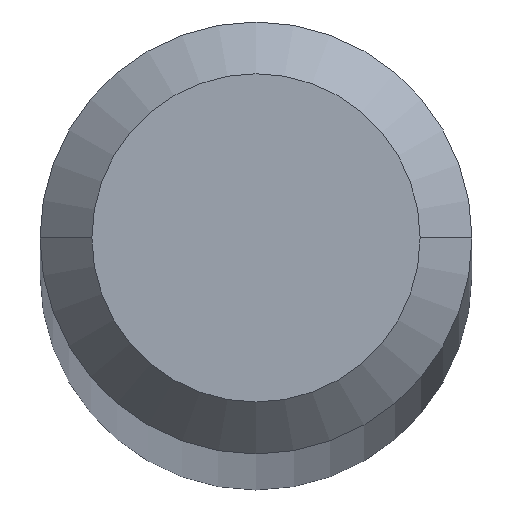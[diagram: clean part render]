
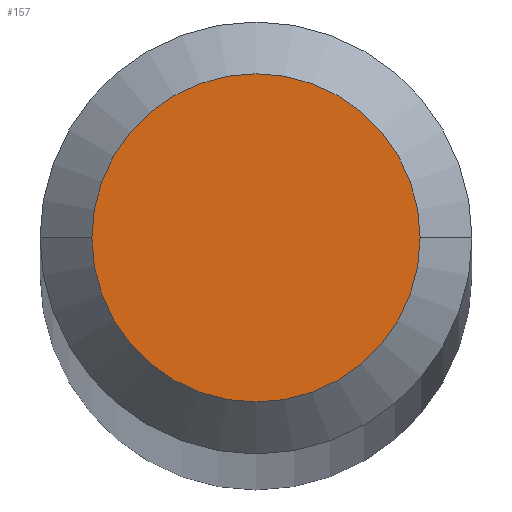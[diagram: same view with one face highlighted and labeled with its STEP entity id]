
A CAD part, top view. The second image highlights one B-rep face of the part: STEP entity #157.
In plain terms, the highlighted planar face has unit normal (0, 0, 1).
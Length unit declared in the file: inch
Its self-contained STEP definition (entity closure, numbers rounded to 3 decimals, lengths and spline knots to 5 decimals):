
#6 = CARTESIAN_POINT ( 'NONE',  ( 0.095, 0., 6. ) ) ;
#12 = VERTEX_POINT ( 'NONE', #233 ) ;
#24 = FACE_OUTER_BOUND ( 'NONE', #247, .T. ) ;
#34 = DIRECTION ( 'NONE',  ( 0., 0., 1. ) ) ;
#35 = DIRECTION ( 'NONE',  ( 0., 0., 1. ) ) ;
#42 = EDGE_CURVE ( 'NONE', #12, #43, #211, .T. ) ;
#43 = VERTEX_POINT ( 'NONE', #6 ) ;
#64 = ORIENTED_EDGE ( 'NONE', *, *, #42, .T. ) ;
#88 = CARTESIAN_POINT ( 'NONE',  ( 0., 0., 6. ) ) ;
#99 = ORIENTED_EDGE ( 'NONE', *, *, #175, .T. ) ;
#104 = DIRECTION ( 'NONE',  ( 1., 0., 0. ) ) ;
#112 = AXIS2_PLACEMENT_3D ( 'NONE', #88, #219, #104 ) ;
#126 = PLANE ( 'NONE',  #177 ) ;
#143 = CARTESIAN_POINT ( 'NONE',  ( 0., 0., 6. ) ) ;
#157 = ADVANCED_FACE ( 'NONE', ( #24 ), #126, .T. ) ;
#164 = DIRECTION ( 'NONE',  ( 1., 0., 0. ) ) ;
#167 = DIRECTION ( 'NONE',  ( 1., 0., 0. ) ) ;
#168 = AXIS2_PLACEMENT_3D ( 'NONE', #143, #35, #167 ) ;
#175 = EDGE_CURVE ( 'NONE', #43, #12, #227, .T. ) ;
#177 = AXIS2_PLACEMENT_3D ( 'NONE', #221, #34, #164 ) ;
#211 = CIRCLE ( 'NONE', #112, 0.095 ) ;
#219 = DIRECTION ( 'NONE',  ( 0., 0., 1. ) ) ;
#221 = CARTESIAN_POINT ( 'NONE',  ( 0., 0., 6. ) ) ;
#227 = CIRCLE ( 'NONE', #168, 0.095 ) ;
#233 = CARTESIAN_POINT ( 'NONE',  ( -0.095, 0., 6. ) ) ;
#247 = EDGE_LOOP ( 'NONE', ( #64, #99 ) ) ;
